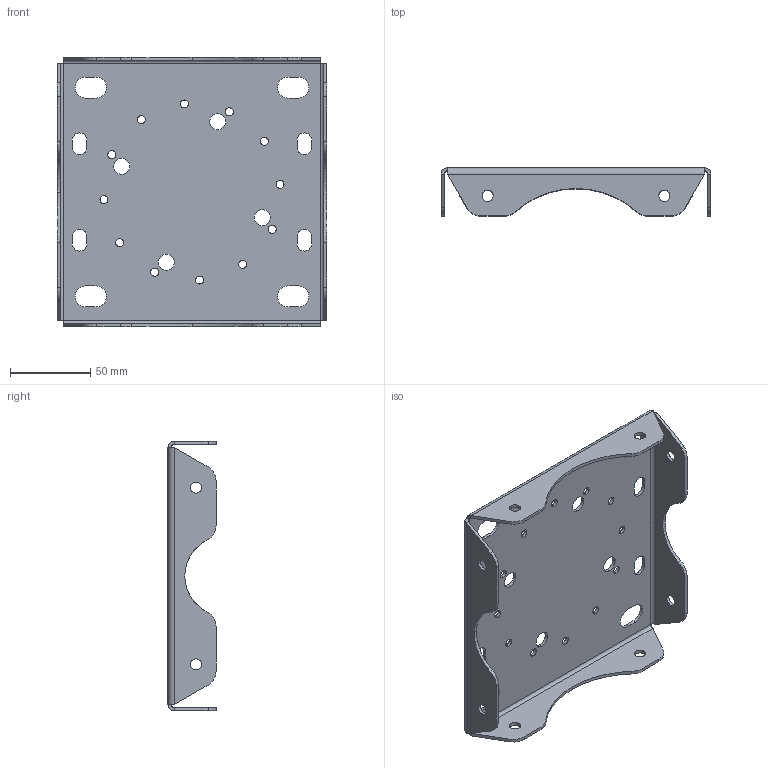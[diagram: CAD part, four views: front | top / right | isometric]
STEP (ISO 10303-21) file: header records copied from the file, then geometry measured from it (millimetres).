
FILE_DESCRIPTION (( 'STEP AP214' ), '1' );
FILE_NAME ('PRT-TOLE-FOND-FEU.STEP', '2021-04-29T06:54:43', ( '' ), ( '' ), 'SwSTEP 2.0', 'SolidWorks 2020', '' );
FILE_SCHEMA (( 'AUTOMOTIVE_DESIGN' ));
Length unit declared in the file: millimetre
Products named in the file (1): PRT-TOLE-FOND-FEU
Bounding box: 168 x 30 x 168 mm (x, y, z)
Volume: 76297 mm3; surface area: 79678.5 mm2
Topology: 1 solids, 1 shells, 149 faces, 409 edges, 262 vertices
Faces by surface type: cylinder 99, plane 50
Entity records: 4947 total; most frequent: DIRECTION 907, CARTESIAN_POINT 821, ORIENTED_EDGE 818, EDGE_CURVE 409, AXIS2_PLACEMENT_3D 348, VERTEX_POINT 262, EDGE_LOOP 213, LINE 211
